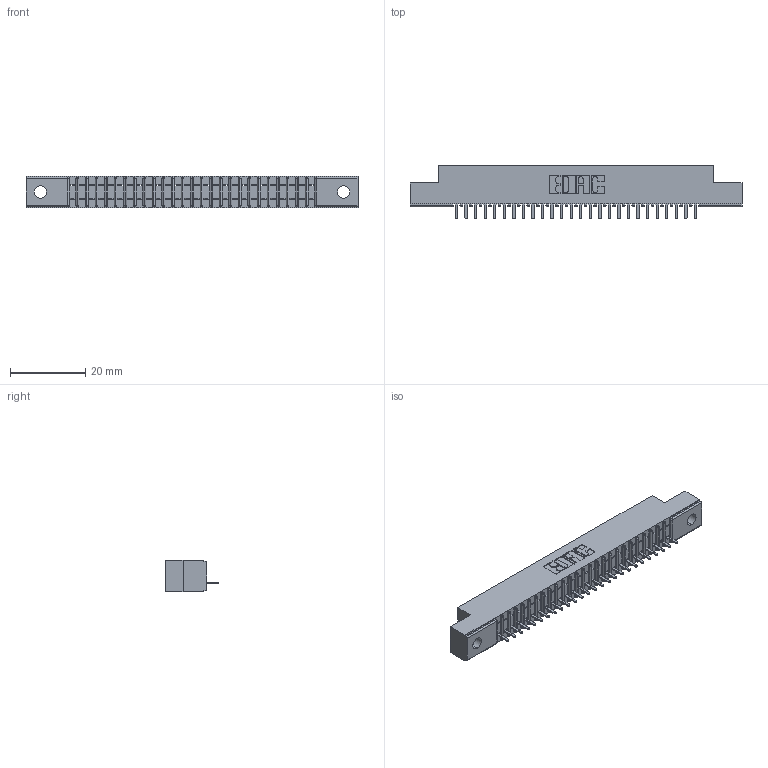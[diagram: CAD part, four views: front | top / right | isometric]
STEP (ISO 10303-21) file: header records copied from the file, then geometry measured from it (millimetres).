
FILE_DESCRIPTION (( 'STEP AP203' ), '1' );
FILE_NAME ('341-026-520-102.STEP', '2018-08-06T18:32:20', ( '' ), ( '' ), 'SwSTEP 2.0', 'SolidWorks 2016', '' );
FILE_SCHEMA (( 'CONFIG_CONTROL_DESIGN' ));
Length unit declared in the file: inch
Products named in the file (3): 341 Part_.128 (3.25) Dia Mounting Holes; 341-292-001_341-292-120; 341-026-520-102
Assembly tree (27 placements, depth 2):
  341-026-520-102
    341 Part_.128 (3.25) Dia Mounting Holes
    341-292-001_341-292-120  x26
Bounding box: 88.27 x 14.27 x 8.38 mm (x, y, z)
Volume: 4788.9 mm3; surface area: 8719.8 mm2
Topology: 27 solids, 27 shells, 2248 faces, 6478 edges, 4158 vertices
Faces by surface type: plane 1394, cylinder 750, sphere 54, torus 50
Entity records: 32767 total; most frequent: CARTESIAN_POINT 5560, ORIENTED_EDGE 5548, DIRECTION 5380, EDGE_CURVE 2774, VECTOR 2224, LINE 2224, VERTEX_POINT 1758, AXIS2_PLACEMENT_3D 1578
